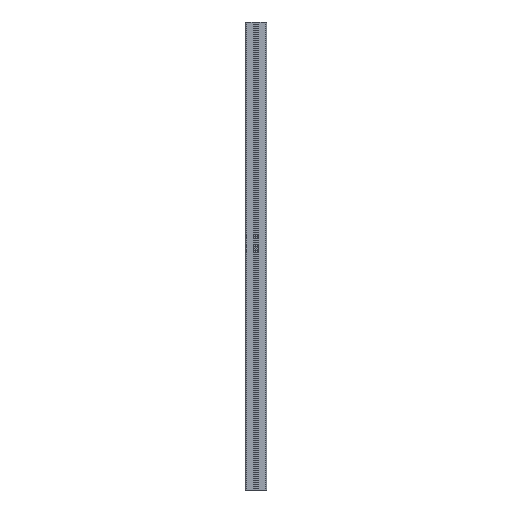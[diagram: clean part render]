
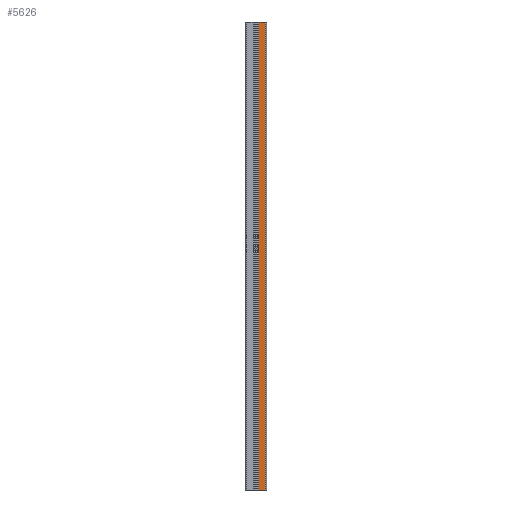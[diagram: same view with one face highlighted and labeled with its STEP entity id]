
A CAD part, left-side view. The second image highlights one B-rep face of the part: STEP entity #5626.
In plain terms, the highlighted planar face has unit normal (-1, 0, 0).
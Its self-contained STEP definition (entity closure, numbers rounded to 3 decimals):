
#669 = VECTOR ( 'NONE', #5904, 1000. ) ;
#735 = DIRECTION ( 'NONE',  ( 0., 0., -1. ) ) ;
#789 = ORIENTED_EDGE ( 'NONE', *, *, #1651, .F. ) ;
#1075 = CARTESIAN_POINT ( 'NONE',  ( -22.5, -6.1, 0. ) ) ;
#1418 = FACE_OUTER_BOUND ( 'NONE', #5166, .T. ) ;
#1651 = EDGE_CURVE ( 'NONE', #5007, #5143, #2390, .T. ) ;
#1696 = EDGE_CURVE ( 'NONE', #2791, #5007, #3711, .T. ) ;
#2190 = ORIENTED_EDGE ( 'NONE', *, *, #6935, .T. ) ;
#2207 = VERTEX_POINT ( 'NONE', #1075 ) ;
#2390 = LINE ( 'NONE', #4749, #7148 ) ;
#2399 = DIRECTION ( 'NONE',  ( 0., 0., -1. ) ) ;
#2483 = CARTESIAN_POINT ( 'NONE',  ( -22.5, -6.1, 1000. ) ) ;
#2598 = CARTESIAN_POINT ( 'NONE',  ( -22.5, -6.1, 0. ) ) ;
#2791 = VERTEX_POINT ( 'NONE', #6052 ) ;
#3081 = EDGE_CURVE ( 'NONE', #2791, #2207, #3438, .T. ) ;
#3159 = DIRECTION ( 'NONE',  ( 0., -1., 0. ) ) ;
#3438 = LINE ( 'NONE', #5200, #6307 ) ;
#3711 = LINE ( 'NONE', #2483, #669 ) ;
#4359 = VECTOR ( 'NONE', #3159, 1000. ) ;
#4549 = ORIENTED_EDGE ( 'NONE', *, *, #1696, .F. ) ;
#4570 = CARTESIAN_POINT ( 'NONE',  ( -22.5, -20., 0. ) ) ;
#4668 = PLANE ( 'NONE',  #5325 ) ;
#4749 = CARTESIAN_POINT ( 'NONE',  ( -22.5, -20., 1000. ) ) ;
#5007 = VERTEX_POINT ( 'NONE', #6132 ) ;
#5143 = VERTEX_POINT ( 'NONE', #4570 ) ;
#5166 = EDGE_LOOP ( 'NONE', ( #2190, #789, #4549, #6304 ) ) ;
#5200 = CARTESIAN_POINT ( 'NONE',  ( -22.5, -6.1, 1000. ) ) ;
#5254 = CARTESIAN_POINT ( 'NONE',  ( -22.5, -6.1, 1000. ) ) ;
#5325 = AXIS2_PLACEMENT_3D ( 'NONE', #5254, #5829, #2399 ) ;
#5626 = ADVANCED_FACE ( 'NONE', ( #1418 ), #4668, .F. ) ;
#5680 = LINE ( 'NONE', #2598, #4359 ) ;
#5771 = DIRECTION ( 'NONE',  ( 0., 0., -1. ) ) ;
#5829 = DIRECTION ( 'NONE',  ( 1., 0., 0. ) ) ;
#5904 = DIRECTION ( 'NONE',  ( 0., -1., 0. ) ) ;
#6052 = CARTESIAN_POINT ( 'NONE',  ( -22.5, -6.1, 1000. ) ) ;
#6132 = CARTESIAN_POINT ( 'NONE',  ( -22.5, -20., 1000. ) ) ;
#6304 = ORIENTED_EDGE ( 'NONE', *, *, #3081, .T. ) ;
#6307 = VECTOR ( 'NONE', #5771, 1000. ) ;
#6935 = EDGE_CURVE ( 'NONE', #2207, #5143, #5680, .T. ) ;
#7148 = VECTOR ( 'NONE', #735, 1000. ) ;
